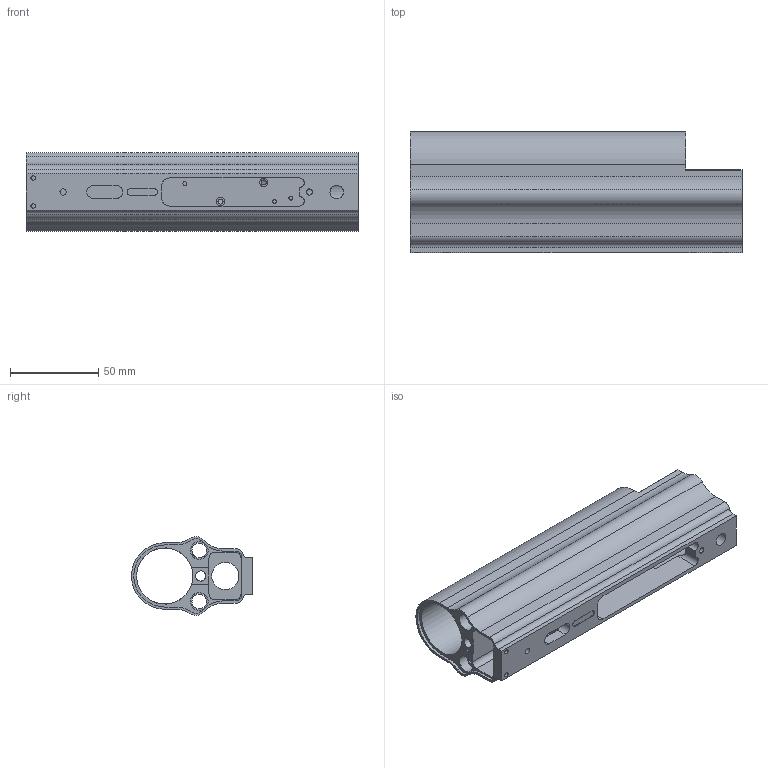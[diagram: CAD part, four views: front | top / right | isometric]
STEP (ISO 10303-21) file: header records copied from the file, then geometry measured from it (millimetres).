
FILE_DESCRIPTION(/* description */ (''),/* implementation_level */ '2;1');
FILE_NAME(/* name */ 'Body.stp',/* time_stamp */ '2018-12-07T22:19:22-05:00',/* author */ ('twizzler'),/* organization */ (''),/* preprocessor_version */ 'ST-DEVELOPER v16.1',/* originating_system */ 'Autodesk Inventor 2016',/* authorisation */ '');
FILE_SCHEMA (('AUTOMOTIVE_DESIGN { 1 0 10303 214 3 1 1 }'));
Length unit declared in the file: inch
Products named in the file (1): Body
Bounding box: 187.83 x 68.45 x 44.57 mm (x, y, z)
Volume: 167857.4 mm3; surface area: 78624.5 mm2
Topology: 1 solids, 1 shells, 130 faces, 385 edges, 258 vertices
Faces by surface type: cylinder 71, plane 54, bspline 4, cone 1
Full cylindrical faces by diameter (mm): 2.184 x3, 2.54 x2, 2.771 x1, 2.845 x2, 3.306 x1, 3.454 x2, 4.699 x2, 5.715 x1, 7.62 x1, 8.382 x2, 9.982 x2, 15.418 x1, 16.281 x1, 17.805 x1, 31.801 x2, 34.226 x1
Entity records: 4701 total; most frequent: CARTESIAN_POINT 1265, DIRECTION 716, ORIENTED_EDGE 678, EDGE_CURVE 339, AXIS2_PLACEMENT_3D 274, VERTEX_POINT 242, EDGE_LOOP 197, LINE 168
